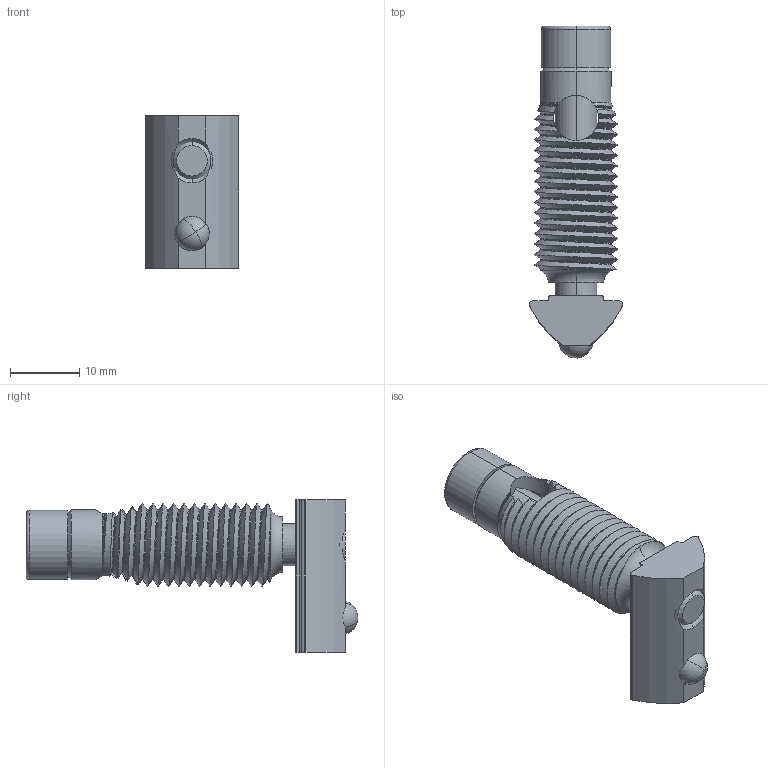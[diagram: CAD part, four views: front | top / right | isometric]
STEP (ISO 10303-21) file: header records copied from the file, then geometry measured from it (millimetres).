
FILE_DESCRIPTION(('STEP AP214'),'1');
FILE_NAME('fath_099g081.stp','2017-04-26T13:45:52',('TraceParts'),('TraceParts S.A.'),'Spatial InterOp 3D',' ',' ');
FILE_SCHEMA(('automotive_design'));
Length unit declared in the file: millimetre
Products named in the file (4): fath_099g081_1; fath_099g081_2; fath_099g081_3; fath_099g081_4
Bounding box: 13.5 x 47.79 x 22 mm (x, y, z)
Volume: 4469.8 mm3; surface area: 4452.4 mm2
Topology: 4 solids, 4 shells, 174 faces, 472 edges, 300 vertices
Faces by surface type: plane 59, cylinder 58, bspline 31, cone 18, sphere 4, torus 4
Entity records: 14863 total; most frequent: CARTESIAN_POINT 9498, ORIENTED_EDGE 932, DIRECTION 646, EDGE_CURVE 466, VERTEX_POINT 300, AXIS2_PLACEMENT_3D 237, EDGE_LOOP 182, B_SPLINE_CURVE_WITH_KNOTS 179
